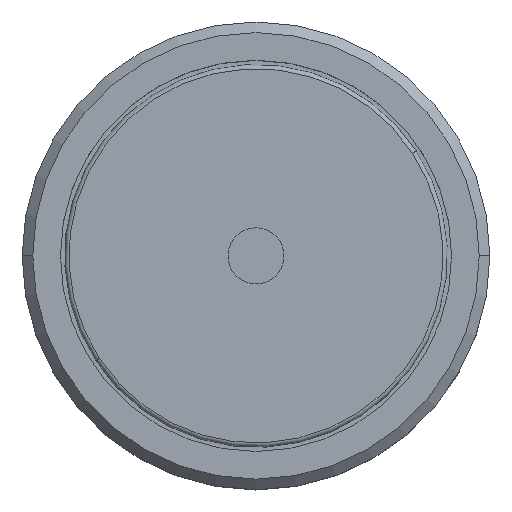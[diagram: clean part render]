
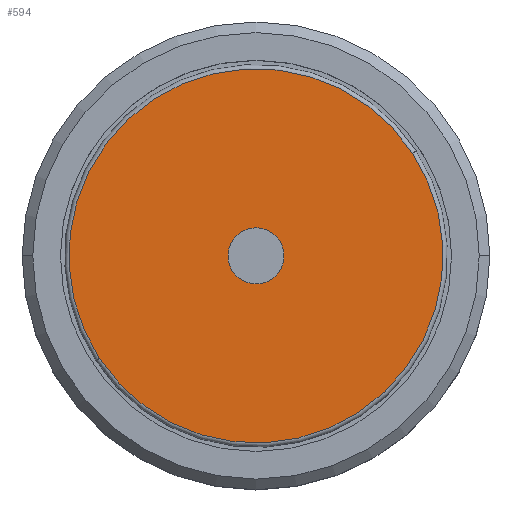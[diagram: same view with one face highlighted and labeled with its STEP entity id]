
A CAD part, top view. The second image highlights one B-rep face of the part: STEP entity #594.
In plain terms, the highlighted planar face has unit normal (0, 0, 1).
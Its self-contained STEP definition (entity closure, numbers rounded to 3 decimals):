
#3 = FACE_BOUND ( 'NONE', #279, .T. ) ;
#13 = AXIS2_PLACEMENT_3D ( 'NONE', #474, #665, #113 ) ;
#42 = DIRECTION ( 'NONE',  ( 1., 0., 0. ) ) ;
#48 = CARTESIAN_POINT ( 'NONE',  ( 0., 0., 5. ) ) ;
#52 = CARTESIAN_POINT ( 'NONE',  ( 1.319, 0., 5. ) ) ;
#53 = FACE_OUTER_BOUND ( 'NONE', #569, .T. ) ;
#113 = DIRECTION ( 'NONE',  ( 1., 0., 0. ) ) ;
#114 = ORIENTED_EDGE ( 'NONE', *, *, #694, .T. ) ;
#122 = CIRCLE ( 'NONE', #254, 1.319 ) ;
#129 = VERTEX_POINT ( 'NONE', #525 ) ;
#156 = CARTESIAN_POINT ( 'NONE',  ( 0., 0., 5. ) ) ;
#201 = AXIS2_PLACEMENT_3D ( 'NONE', #576, #581, #42 ) ;
#215 = CIRCLE ( 'NONE', #201, 8.8 ) ;
#254 = AXIS2_PLACEMENT_3D ( 'NONE', #427, #513, #524 ) ;
#269 = ORIENTED_EDGE ( 'NONE', *, *, #358, .T. ) ;
#279 = EDGE_LOOP ( 'NONE', ( #563, #114 ) ) ;
#285 = VERTEX_POINT ( 'NONE', #523 ) ;
#292 = ORIENTED_EDGE ( 'NONE', *, *, #307, .T. ) ;
#303 = AXIS2_PLACEMENT_3D ( 'NONE', #48, #338, #445 ) ;
#307 = EDGE_CURVE ( 'NONE', #129, #548, #640, .T. ) ;
#338 = DIRECTION ( 'NONE',  ( 0., 0., 1. ) ) ;
#341 = DIRECTION ( 'NONE',  ( 1., 0., 0. ) ) ;
#358 = EDGE_CURVE ( 'NONE', #548, #129, #215, .T. ) ;
#427 = CARTESIAN_POINT ( 'NONE',  ( 0., 0., 5. ) ) ;
#445 = DIRECTION ( 'NONE',  ( 1., 0., 0. ) ) ;
#446 = AXIS2_PLACEMENT_3D ( 'NONE', #156, #635, #341 ) ;
#474 = CARTESIAN_POINT ( 'NONE',  ( 0., 0., 5. ) ) ;
#513 = DIRECTION ( 'NONE',  ( 0., 0., -1. ) ) ;
#523 = CARTESIAN_POINT ( 'NONE',  ( -1.319, 0., 5. ) ) ;
#524 = DIRECTION ( 'NONE',  ( 1., 0., 0. ) ) ;
#525 = CARTESIAN_POINT ( 'NONE',  ( -8.8, 0., 5. ) ) ;
#547 = CIRCLE ( 'NONE', #446, 1.319 ) ;
#548 = VERTEX_POINT ( 'NONE', #772 ) ;
#563 = ORIENTED_EDGE ( 'NONE', *, *, #683, .T. ) ;
#566 = PLANE ( 'NONE',  #13 ) ;
#569 = EDGE_LOOP ( 'NONE', ( #269, #292 ) ) ;
#576 = CARTESIAN_POINT ( 'NONE',  ( 0., 0., 5. ) ) ;
#581 = DIRECTION ( 'NONE',  ( 0., 0., 1. ) ) ;
#594 = ADVANCED_FACE ( 'NONE', ( #53, #3 ), #566, .T. ) ;
#635 = DIRECTION ( 'NONE',  ( 0., 0., -1. ) ) ;
#640 = CIRCLE ( 'NONE', #303, 8.8 ) ;
#665 = DIRECTION ( 'NONE',  ( 0., 0., 1. ) ) ;
#683 = EDGE_CURVE ( 'NONE', #757, #285, #122, .T. ) ;
#694 = EDGE_CURVE ( 'NONE', #285, #757, #547, .T. ) ;
#757 = VERTEX_POINT ( 'NONE', #52 ) ;
#772 = CARTESIAN_POINT ( 'NONE',  ( 8.8, 0., 5. ) ) ;
